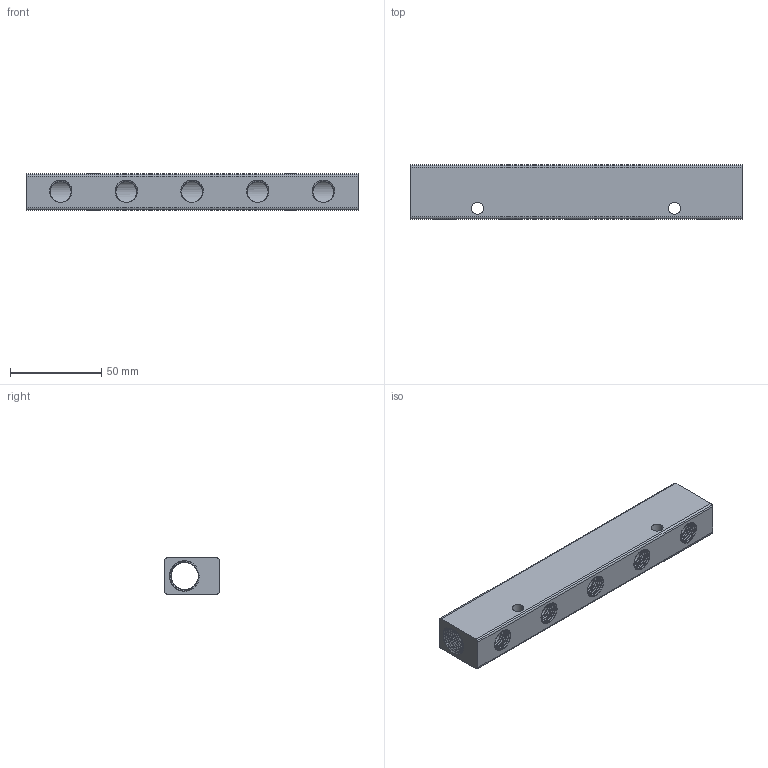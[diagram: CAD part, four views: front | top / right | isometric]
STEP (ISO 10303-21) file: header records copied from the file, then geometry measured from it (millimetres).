
FILE_DESCRIPTION((''),'2;1');
FILE_NAME('AU_015_1.stp','2008-02-15T09:06:32',('BP'),('AZ PNEUMATICA S.r.l.'),'Mechanical Desktop 2006','Mechanical Desktop 2006','Via Marco Biagi 6, 20020 Misinto (MI) Italia, ');
FILE_SCHEMA(('CONFIG_CONTROL_DESIGN'));
Length unit declared in the file: millimetre
Products named in the file (2): AU_015_1; PART1
Assembly tree (1 placements, depth 2):
  AU_015_1
    PART1
Bounding box: 182 x 30 x 20 mm (x, y, z)
Volume: 68287.6 mm3; surface area: 30966.6 mm2
Topology: 1 solids, 1 shells, 158 faces, 473 edges, 317 vertices
Faces by surface type: cylinder 110, bspline 35, plane 13
Entity records: 45256 total; most frequent: CARTESIAN_POINT 41493, ORIENTED_EDGE 946, DIRECTION 480, EDGE_CURVE 473, VERTEX_POINT 317, B_SPLINE_CURVE_WITH_KNOTS 297, AXIS2_PLACEMENT_3D 179, EDGE_LOOP 174
